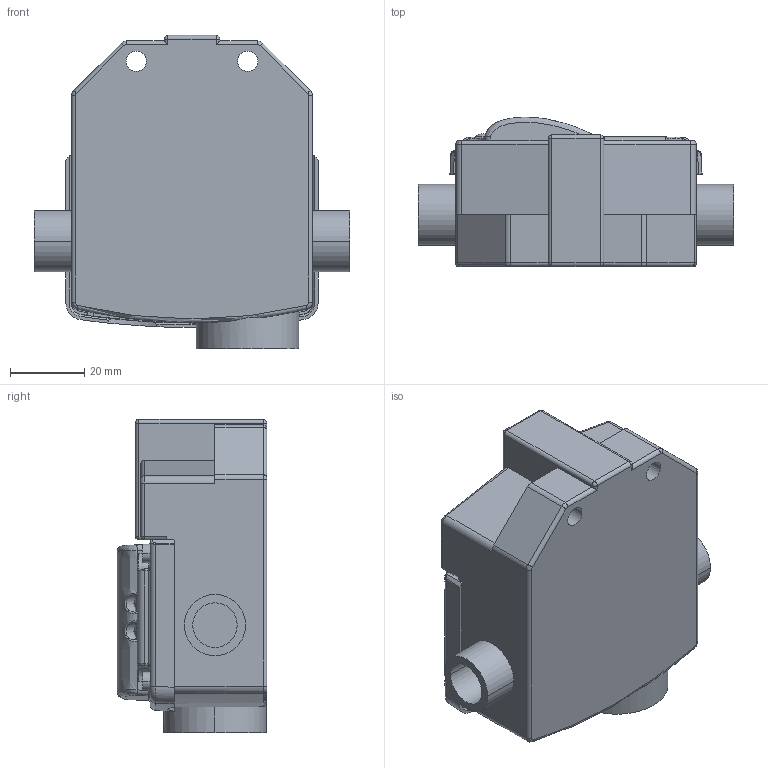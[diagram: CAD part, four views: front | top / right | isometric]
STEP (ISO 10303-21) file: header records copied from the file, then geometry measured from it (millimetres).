
FILE_DESCRIPTION((''),'2;1');
FILE_NAME('DM_CAD-0292C_F31K_SW0001','2021-02-26T10:07:54',('creinig-se'),(''),'CREO PARAMETRIC BY PTC INC, 2019292','CREO PARAMETRIC BY PTC INC, 2019292','');
FILE_SCHEMA(('CONFIG_CONTROL_DESIGN','SHAPE_APPEARANCE_LAYERS_GROUPS'));
Length unit declared in the file: millimetre
Products named in the file (1): DM_CAD-0292C_F31K_SW0001
Bounding box: 85 x 40.39 x 84.5 mm (x, y, z)
Volume: 160432.2 mm3; surface area: 24846.2 mm2
Topology: 1 solids, 1 shells, 336 faces, 964 edges, 747 vertices
Faces by surface type: cylinder 124, plane 112, bspline 40, torus 23, cone 20, sphere 12, extrusion 5
Entity records: 16496 total; most frequent: CARTESIAN_POINT 5555, DIRECTION 1695, ORIENTED_EDGE 1680, EDGE_CURVE 840, AXIS2_PLACEMENT_3D 613, VERTEX_POINT 515, VECTOR 469, LINE 464
